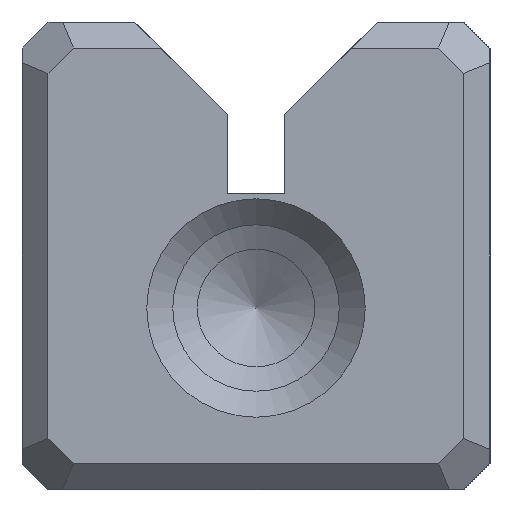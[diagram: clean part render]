
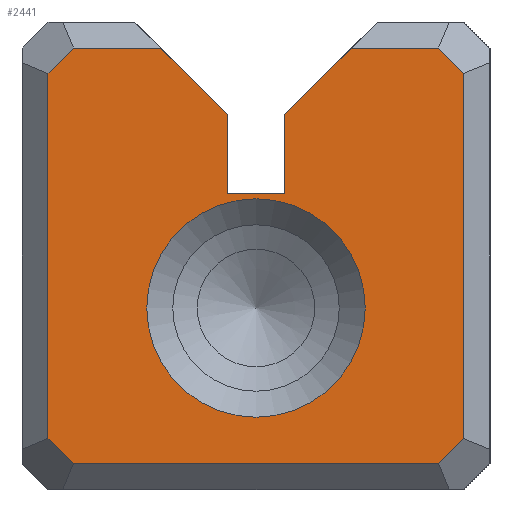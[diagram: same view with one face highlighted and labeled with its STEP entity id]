
A CAD part, left-side view. The second image highlights one B-rep face of the part: STEP entity #2441.
In plain terms, the highlighted planar face has unit normal (-1, 0, 0).
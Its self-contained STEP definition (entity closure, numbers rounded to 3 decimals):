
#2441=ADVANCED_FACE('',(#3267,#3268),#2792,.F.);
#2792=PLANE('',#8432);
#3029=CIRCLE('',#8431,2.1);
#3267=FACE_BOUND('',#3376,.T.);
#3268=FACE_BOUND('',#3377,.T.);
#3376=EDGE_LOOP('',(#4007));
#3377=EDGE_LOOP('',(#4008,#4009,#4010,#4011,#4012,#4013,#4014,#4015,#4016,
#4017,#4018,#4019,#4020,#4021));
#4007=ORIENTED_EDGE('',*,*,#6406,.T.);
#4008=ORIENTED_EDGE('',*,*,#6407,.T.);
#4009=ORIENTED_EDGE('',*,*,#6408,.T.);
#4010=ORIENTED_EDGE('',*,*,#6409,.F.);
#4011=ORIENTED_EDGE('',*,*,#6410,.F.);
#4012=ORIENTED_EDGE('',*,*,#6411,.F.);
#4013=ORIENTED_EDGE('',*,*,#6412,.F.);
#4014=ORIENTED_EDGE('',*,*,#6413,.F.);
#4015=ORIENTED_EDGE('',*,*,#6414,.T.);
#4016=ORIENTED_EDGE('',*,*,#6415,.T.);
#4017=ORIENTED_EDGE('',*,*,#6416,.T.);
#4018=ORIENTED_EDGE('',*,*,#6417,.T.);
#4019=ORIENTED_EDGE('',*,*,#6418,.T.);
#4020=ORIENTED_EDGE('',*,*,#6419,.T.);
#4021=ORIENTED_EDGE('',*,*,#6420,.T.);
#5797=VERTEX_POINT('',#10716);
#5798=VERTEX_POINT('',#10718);
#5799=VERTEX_POINT('',#10719);
#5800=VERTEX_POINT('',#10721);
#5801=VERTEX_POINT('',#10723);
#5802=VERTEX_POINT('',#10725);
#5803=VERTEX_POINT('',#10727);
#5804=VERTEX_POINT('',#10729);
#5805=VERTEX_POINT('',#10731);
#5806=VERTEX_POINT('',#10733);
#5807=VERTEX_POINT('',#10735);
#5808=VERTEX_POINT('',#10737);
#5809=VERTEX_POINT('',#10739);
#5810=VERTEX_POINT('',#10741);
#5811=VERTEX_POINT('',#10743);
#6406=EDGE_CURVE('',#5797,#5797,#3029,.T.);
#6407=EDGE_CURVE('',#5798,#5799,#7222,.T.);
#6408=EDGE_CURVE('',#5799,#5800,#7223,.T.);
#6409=EDGE_CURVE('',#5801,#5800,#7224,.T.);
#6410=EDGE_CURVE('',#5802,#5801,#7225,.T.);
#6411=EDGE_CURVE('',#5803,#5802,#7226,.T.);
#6412=EDGE_CURVE('',#5804,#5803,#7227,.T.);
#6413=EDGE_CURVE('',#5805,#5804,#7228,.T.);
#6414=EDGE_CURVE('',#5805,#5806,#7229,.T.);
#6415=EDGE_CURVE('',#5806,#5807,#7230,.T.);
#6416=EDGE_CURVE('',#5807,#5808,#7231,.T.);
#6417=EDGE_CURVE('',#5808,#5809,#7232,.T.);
#6418=EDGE_CURVE('',#5809,#5810,#7233,.T.);
#6419=EDGE_CURVE('',#5810,#5811,#7234,.T.);
#6420=EDGE_CURVE('',#5811,#5798,#7235,.T.);
#7222=LINE('',#10717,#7906);
#7223=LINE('',#10720,#7907);
#7224=LINE('',#10722,#7908);
#7225=LINE('',#10724,#7909);
#7226=LINE('',#10726,#7910);
#7227=LINE('',#10728,#7911);
#7228=LINE('',#10730,#7912);
#7229=LINE('',#10732,#7913);
#7230=LINE('',#10734,#7914);
#7231=LINE('',#10736,#7915);
#7232=LINE('',#10738,#7916);
#7233=LINE('',#10740,#7917);
#7234=LINE('',#10742,#7918);
#7235=LINE('',#10744,#7919);
#7906=VECTOR('',#8897,1.);
#7907=VECTOR('',#8898,1.);
#7908=VECTOR('',#8899,1.);
#7909=VECTOR('',#8900,1.);
#7910=VECTOR('',#8901,1.);
#7911=VECTOR('',#8902,1.);
#7912=VECTOR('',#8903,1.);
#7913=VECTOR('',#8904,1.);
#7914=VECTOR('',#8905,1.);
#7915=VECTOR('',#8906,1.);
#7916=VECTOR('',#8907,1.);
#7917=VECTOR('',#8908,1.);
#7918=VECTOR('',#8909,1.);
#7919=VECTOR('',#8910,1.);
#8431=AXIS2_PLACEMENT_3D('',#10715,#8895,#8896);
#8432=AXIS2_PLACEMENT_3D('',#10745,#8911,#8912);
#8895=DIRECTION('',(1.,0.,0.));
#8896=DIRECTION('',(0.,0.,-1.));
#8897=DIRECTION('',(0.,0.707,0.707));
#8898=DIRECTION('',(0.,1.,0.));
#8899=DIRECTION('',(0.,-0.707,0.707));
#8900=DIRECTION('',(0.,0.,1.));
#8901=DIRECTION('',(0.,-1.,0.));
#8902=DIRECTION('',(0.,0.,-1.));
#8903=DIRECTION('',(0.,-0.707,-0.707));
#8904=DIRECTION('',(0.,1.,0.));
#8905=DIRECTION('',(0.,0.707,-0.707));
#8906=DIRECTION('',(0.,0.,-1.));
#8907=DIRECTION('',(0.,-0.707,-0.707));
#8908=DIRECTION('',(0.,-1.,0.));
#8909=DIRECTION('',(0.,-0.707,0.707));
#8910=DIRECTION('',(0.,0.,1.));
#8911=DIRECTION('',(1.,0.,0.));
#8912=DIRECTION('',(0.,0.,1.));
#10715=CARTESIAN_POINT('',(-37.5,0.,-1.));
#10716=CARTESIAN_POINT('',(-37.5,0.,-3.1));
#10717=CARTESIAN_POINT('',(-37.5,-3.755,3.755));
#10718=CARTESIAN_POINT('',(-37.5,-4.,3.51));
#10719=CARTESIAN_POINT('',(-37.5,-3.51,4.));
#10720=CARTESIAN_POINT('',(-37.5,-2.328,4.));
#10721=CARTESIAN_POINT('',(-37.5,-1.828,4.));
#10722=CARTESIAN_POINT('',(-37.5,0.,2.172));
#10723=CARTESIAN_POINT('',(-37.5,-0.55,2.722));
#10724=CARTESIAN_POINT('',(-37.5,-0.55,1.2));
#10725=CARTESIAN_POINT('',(-37.5,-0.55,1.2));
#10726=CARTESIAN_POINT('',(-37.5,0.55,1.2));
#10727=CARTESIAN_POINT('',(-37.5,0.55,1.2));
#10728=CARTESIAN_POINT('',(-37.5,0.55,2.722));
#10729=CARTESIAN_POINT('',(-37.5,0.55,2.722));
#10730=CARTESIAN_POINT('',(-37.5,4.828,7.));
#10731=CARTESIAN_POINT('',(-37.5,1.828,4.));
#10732=CARTESIAN_POINT('',(-37.5,4.,4.));
#10733=CARTESIAN_POINT('',(-37.5,3.51,4.));
#10734=CARTESIAN_POINT('',(-37.5,3.755,3.755));
#10735=CARTESIAN_POINT('',(-37.5,4.,3.51));
#10736=CARTESIAN_POINT('',(-37.5,4.,-4.));
#10737=CARTESIAN_POINT('',(-37.5,4.,-3.51));
#10738=CARTESIAN_POINT('',(-37.5,3.755,-3.755));
#10739=CARTESIAN_POINT('',(-37.5,3.51,-4.));
#10740=CARTESIAN_POINT('',(-37.5,-4.,-4.));
#10741=CARTESIAN_POINT('',(-37.5,-3.51,-4.));
#10742=CARTESIAN_POINT('',(-37.5,-3.755,-3.755));
#10743=CARTESIAN_POINT('',(-37.5,-4.,-3.51));
#10744=CARTESIAN_POINT('',(-37.5,-4.,4.));
#10745=CARTESIAN_POINT('',(-37.5,0.,0.));
